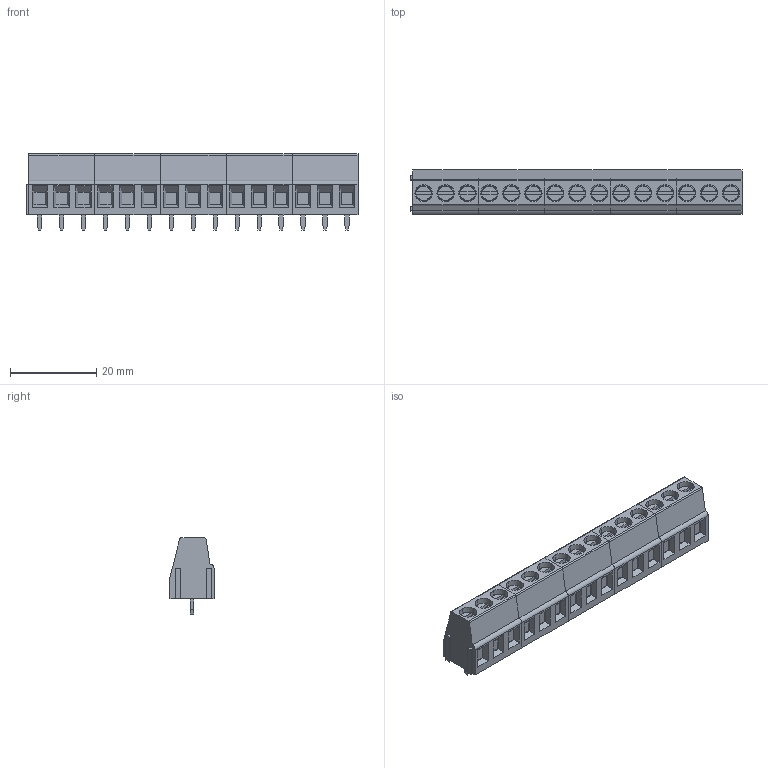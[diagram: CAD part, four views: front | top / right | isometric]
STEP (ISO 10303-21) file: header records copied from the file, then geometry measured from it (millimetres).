
FILE_DESCRIPTION(('FreeCAD Model'),'2;1');
FILE_NAME('Open CASCADE Shape Model','2024-11-06T21:14:43',(''),(''), 'Open CASCADE STEP processor 7.6','FreeCAD','Unknown');
FILE_SCHEMA(('AUTOMOTIVE_DESIGN { 1 0 10303 214 1 1 1 1 }'));
Length unit declared in the file: millimetre
Products named in the file (1): CUI_DEVICES_TB004-508-15BE
Bounding box: 76.8 x 10.2 x 17.6 mm (x, y, z)
Volume: 8978.2 mm3; surface area: 5226.7 mm2
Topology: 1 solids, 1 shells, 615 faces, 1487 edges, 919 vertices
Faces by surface type: plane 435, torus 75, cone 60, cylinder 45
Entity records: 22801 total; most frequent: CARTESIAN_POINT 4162, ORIENTED_EDGE 2974, DIRECTION 2917, EDGE_CURVE 1487, LINE 1049, VECTOR 1049, AXIS2_PLACEMENT_3D 934, VERTEX_POINT 919
